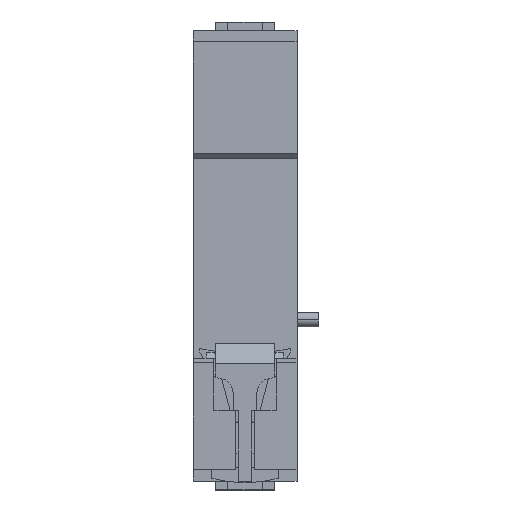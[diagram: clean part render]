
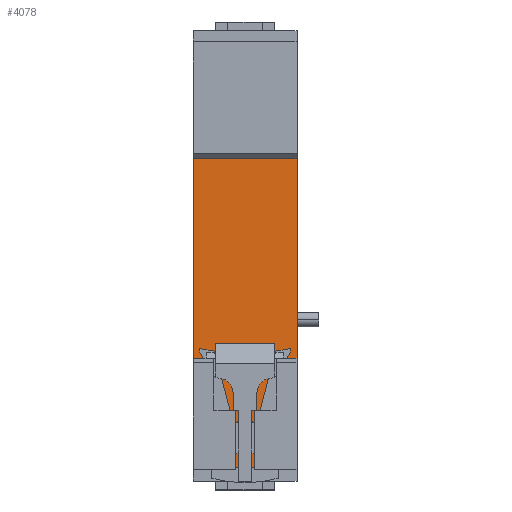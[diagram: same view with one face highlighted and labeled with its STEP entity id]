
A CAD part, top view. The second image highlights one B-rep face of the part: STEP entity #4078.
In plain terms, the highlighted planar face has unit normal (0, 0, 1).
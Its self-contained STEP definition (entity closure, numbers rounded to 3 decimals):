
#27 = EDGE_CURVE ( 'NONE', #870, #161, #1302, .T. ) ;
#81 = LINE ( 'NONE', #2781, #242 ) ;
#161 = VERTEX_POINT ( 'NONE', #5305 ) ;
#242 = VECTOR ( 'NONE', #5789, 1000. ) ;
#251 = CARTESIAN_POINT ( 'NONE',  ( -9., -17.75, 29.5 ) ) ;
#257 = CARTESIAN_POINT ( 'NONE',  ( 9., 17.75, 29.5 ) ) ;
#489 = EDGE_CURVE ( 'NONE', #870, #6437, #81, .T. ) ;
#552 = DIRECTION ( 'NONE',  ( 0., -1., 0. ) ) ;
#649 = VECTOR ( 'NONE', #552, 1000. ) ;
#741 = LINE ( 'NONE', #5818, #4844 ) ;
#742 = VECTOR ( 'NONE', #6164, 1000. ) ;
#870 = VERTEX_POINT ( 'NONE', #2253 ) ;
#941 = VERTEX_POINT ( 'NONE', #1888 ) ;
#1302 = LINE ( 'NONE', #251, #3859 ) ;
#1415 = VERTEX_POINT ( 'NONE', #5133 ) ;
#1480 = EDGE_CURVE ( 'NONE', #6052, #941, #2442, .T. ) ;
#1576 = CARTESIAN_POINT ( 'NONE',  ( 6.75, -40.5, 29.5 ) ) ;
#1598 = EDGE_CURVE ( 'NONE', #1415, #4073, #2402, .T. ) ;
#1888 = CARTESIAN_POINT ( 'NONE',  ( -6.75, -37., 29.5 ) ) ;
#2145 = LINE ( 'NONE', #3240, #3489 ) ;
#2149 = LINE ( 'NONE', #1576, #742 ) ;
#2226 = EDGE_CURVE ( 'NONE', #6052, #1415, #2149, .T. ) ;
#2243 = DIRECTION ( 'NONE',  ( 0., 1., 0. ) ) ;
#2253 = CARTESIAN_POINT ( 'NONE',  ( -9., 17.75, 29.5 ) ) ;
#2298 = DIRECTION ( 'NONE',  ( 1., 0., 0. ) ) ;
#2326 = DIRECTION ( 'NONE',  ( 1., 0., 0. ) ) ;
#2383 = ORIENTED_EDGE ( 'NONE', *, *, #27, .T. ) ;
#2402 = LINE ( 'NONE', #5998, #3741 ) ;
#2413 = ORIENTED_EDGE ( 'NONE', *, *, #6244, .F. ) ;
#2442 = LINE ( 'NONE', #5729, #3617 ) ;
#2448 = VERTEX_POINT ( 'NONE', #3860 ) ;
#2452 = ORIENTED_EDGE ( 'NONE', *, *, #1598, .T. ) ;
#2781 = CARTESIAN_POINT ( 'NONE',  ( -9., 17.75, 29.5 ) ) ;
#2856 = DIRECTION ( 'NONE',  ( 0., -1., 0. ) ) ;
#2978 = DIRECTION ( 'NONE',  ( 1., 0., 0. ) ) ;
#3240 = CARTESIAN_POINT ( 'NONE',  ( -6.75, -40.5, 29.5 ) ) ;
#3301 = CARTESIAN_POINT ( 'NONE',  ( 9., -17.75, 29.5 ) ) ;
#3489 = VECTOR ( 'NONE', #2243, 1000. ) ;
#3603 = FACE_OUTER_BOUND ( 'NONE', #4240, .T. ) ;
#3617 = VECTOR ( 'NONE', #5234, 1000. ) ;
#3741 = VECTOR ( 'NONE', #2978, 1000. ) ;
#3811 = AXIS2_PLACEMENT_3D ( 'NONE', #6316, #5339, #2326 ) ;
#3859 = VECTOR ( 'NONE', #2856, 1000. ) ;
#3860 = CARTESIAN_POINT ( 'NONE',  ( -6.75, -17.75, 29.5 ) ) ;
#4073 = VERTEX_POINT ( 'NONE', #3301 ) ;
#4078 = ADVANCED_FACE ( 'NONE', ( #3603 ), #4319, .T. ) ;
#4151 = CARTESIAN_POINT ( 'NONE',  ( 6.75, -37., 29.5 ) ) ;
#4240 = EDGE_LOOP ( 'NONE', ( #6453, #2452, #2413, #5401, #2383, #5905, #5219, #5419 ) ) ;
#4319 = PLANE ( 'NONE',  #3811 ) ;
#4750 = LINE ( 'NONE', #6140, #649 ) ;
#4844 = VECTOR ( 'NONE', #2298, 1000. ) ;
#4999 = EDGE_CURVE ( 'NONE', #161, #2448, #741, .T. ) ;
#5133 = CARTESIAN_POINT ( 'NONE',  ( 6.75, -17.75, 29.5 ) ) ;
#5219 = ORIENTED_EDGE ( 'NONE', *, *, #5425, .F. ) ;
#5234 = DIRECTION ( 'NONE',  ( -1., 0., 0. ) ) ;
#5305 = CARTESIAN_POINT ( 'NONE',  ( -9., -17.75, 29.5 ) ) ;
#5339 = DIRECTION ( 'NONE',  ( 0., 0., 1. ) ) ;
#5401 = ORIENTED_EDGE ( 'NONE', *, *, #489, .F. ) ;
#5419 = ORIENTED_EDGE ( 'NONE', *, *, #1480, .F. ) ;
#5425 = EDGE_CURVE ( 'NONE', #941, #2448, #2145, .T. ) ;
#5729 = CARTESIAN_POINT ( 'NONE',  ( -9., -37., 29.5 ) ) ;
#5789 = DIRECTION ( 'NONE',  ( 1., 0., 0. ) ) ;
#5818 = CARTESIAN_POINT ( 'NONE',  ( -9., -17.75, 29.5 ) ) ;
#5905 = ORIENTED_EDGE ( 'NONE', *, *, #4999, .T. ) ;
#5998 = CARTESIAN_POINT ( 'NONE',  ( -9., -17.75, 29.5 ) ) ;
#6052 = VERTEX_POINT ( 'NONE', #4151 ) ;
#6140 = CARTESIAN_POINT ( 'NONE',  ( 9., -17.75, 29.5 ) ) ;
#6164 = DIRECTION ( 'NONE',  ( 0., 1., 0. ) ) ;
#6244 = EDGE_CURVE ( 'NONE', #6437, #4073, #4750, .T. ) ;
#6316 = CARTESIAN_POINT ( 'NONE',  ( -9., -17.75, 29.5 ) ) ;
#6437 = VERTEX_POINT ( 'NONE', #257 ) ;
#6453 = ORIENTED_EDGE ( 'NONE', *, *, #2226, .T. ) ;
